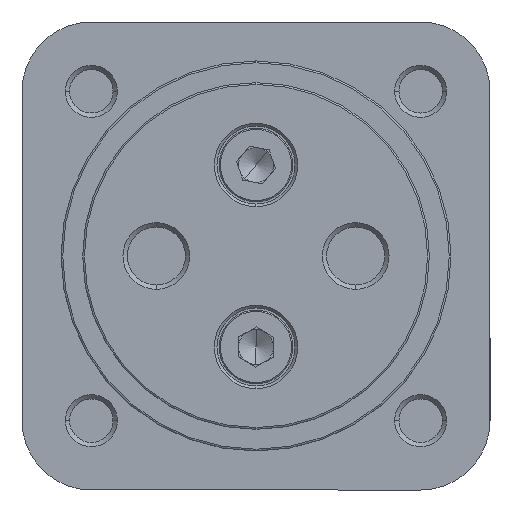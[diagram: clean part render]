
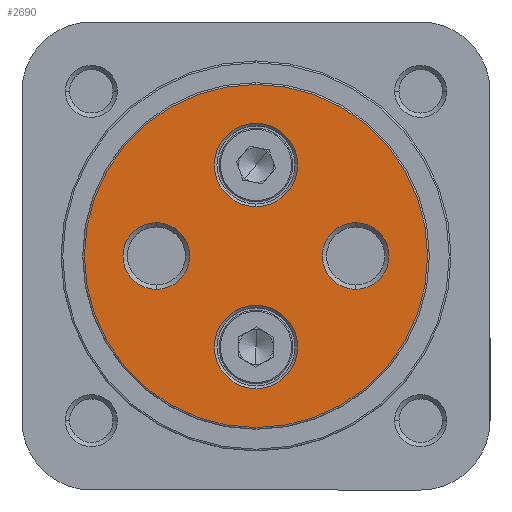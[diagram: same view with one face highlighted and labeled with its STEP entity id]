
A CAD part, left-side view. The second image highlights one B-rep face of the part: STEP entity #2690.
In plain terms, the highlighted planar face has unit normal (-1, 0, 0).
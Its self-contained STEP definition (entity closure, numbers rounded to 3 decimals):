
#417 = EDGE_CURVE ( 'NONE', #8193, #8164, #2377, .T. ) ;
#471 = EDGE_CURVE ( 'NONE', #8161, #8169, #2466, .T. ) ;
#498 = EDGE_CURVE ( 'NONE', #8169, #8161, #2512, .T. ) ;
#514 = EDGE_CURVE ( 'NONE', #2965, #2974, #2539, .T. ) ;
#553 = EDGE_CURVE ( 'NONE', #2938, #2973, #2601, .T. ) ;
#604 = EDGE_CURVE ( 'NONE', #2973, #2938, #4256, .T. ) ;
#614 = EDGE_CURVE ( 'NONE', #2988, #2963, #4274, .T. ) ;
#724 = AXIS2_PLACEMENT_3D ( 'NONE', #3245, #3247, #3248 ) ;
#743 = AXIS2_PLACEMENT_3D ( 'NONE', #3373, #3374, #3375 ) ;
#749 = AXIS2_PLACEMENT_3D ( 'NONE', #3435, #3437, #3438 ) ;
#752 = AXIS2_PLACEMENT_3D ( 'NONE', #3467, #3471, #3472 ) ;
#771 = AXIS2_PLACEMENT_3D ( 'NONE', #3566, #3567, #3568 ) ;
#785 = AXIS2_PLACEMENT_3D ( 'NONE', #3704, #3705, #3706 ) ;
#788 = AXIS2_PLACEMENT_3D ( 'NONE', #3681, #3683, #3684 ) ;
#935 = AXIS2_PLACEMENT_3D ( 'NONE', #5198, #5206, #5207 ) ;
#1196 = AXIS2_PLACEMENT_3D ( 'NONE', #6425, #6438, #6439 ) ;
#1198 = AXIS2_PLACEMENT_3D ( 'NONE', #6437, #7066, #7067 ) ;
#1215 = AXIS2_PLACEMENT_3D ( 'NONE', #7173, #7183, #7184 ) ;
#1450 = EDGE_LOOP ( 'NONE', ( #6474, #6450 ) ) ;
#1452 = EDGE_LOOP ( 'NONE', ( #6501, #6488 ) ) ;
#1453 = EDGE_LOOP ( 'NONE', ( #6447, #6479 ) ) ;
#1454 = EDGE_LOOP ( 'NONE', ( #6454, #6463 ) ) ;
#1716 = EDGE_LOOP ( 'NONE', ( #6487, #6470 ) ) ;
#2377 = CIRCLE ( 'NONE', #724, 3.85 ) ;
#2466 = CIRCLE ( 'NONE', #743, 3.85 ) ;
#2512 = CIRCLE ( 'NONE', #749, 3.85 ) ;
#2539 = CIRCLE ( 'NONE', #752, 19.8 ) ;
#2601 = CIRCLE ( 'NONE', #771, 4.8 ) ;
#2690 = ADVANCED_FACE ( 'NONE', ( #4607, #4610, #4612, #4614, #4599 ), #5203, .F. ) ;
#2938 = VERTEX_POINT ( 'NONE', #5988 ) ;
#2963 = VERTEX_POINT ( 'NONE', #6013 ) ;
#2965 = VERTEX_POINT ( 'NONE', #6015 ) ;
#2973 = VERTEX_POINT ( 'NONE', #6023 ) ;
#2974 = VERTEX_POINT ( 'NONE', #6024 ) ;
#2988 = VERTEX_POINT ( 'NONE', #6038 ) ;
#3245 = CARTESIAN_POINT ( 'NONE',  ( 0., -11.5, 0. ) ) ;
#3247 = DIRECTION ( 'NONE',  ( 1., 0., 0. ) ) ;
#3248 = DIRECTION ( 'NONE',  ( 0., 0., -1. ) ) ;
#3373 = CARTESIAN_POINT ( 'NONE',  ( 0., 11.5, 0. ) ) ;
#3374 = DIRECTION ( 'NONE',  ( 1., 0., 0. ) ) ;
#3375 = DIRECTION ( 'NONE',  ( 0., 0., -1. ) ) ;
#3435 = CARTESIAN_POINT ( 'NONE',  ( 0., 11.5, 0. ) ) ;
#3437 = DIRECTION ( 'NONE',  ( 1., 0., 0. ) ) ;
#3438 = DIRECTION ( 'NONE',  ( 0., 0., -1. ) ) ;
#3467 = CARTESIAN_POINT ( 'NONE',  ( 0., 0., 0. ) ) ;
#3471 = DIRECTION ( 'NONE',  ( -1., 0., 0. ) ) ;
#3472 = DIRECTION ( 'NONE',  ( 0., 0., -1. ) ) ;
#3566 = CARTESIAN_POINT ( 'NONE',  ( 0., 0., -10.5 ) ) ;
#3567 = DIRECTION ( 'NONE',  ( 1., 0., 0. ) ) ;
#3568 = DIRECTION ( 'NONE',  ( 0., 0., -1. ) ) ;
#3681 = CARTESIAN_POINT ( 'NONE',  ( 0., 0., -10.5 ) ) ;
#3683 = DIRECTION ( 'NONE',  ( 1., 0., 0. ) ) ;
#3684 = DIRECTION ( 'NONE',  ( 0., 0., -1. ) ) ;
#3704 = CARTESIAN_POINT ( 'NONE',  ( 0., 0., 10.5 ) ) ;
#3705 = DIRECTION ( 'NONE',  ( 1., 0., 0. ) ) ;
#3706 = DIRECTION ( 'NONE',  ( 0., 0., -1. ) ) ;
#4256 = CIRCLE ( 'NONE', #788, 4.8 ) ;
#4274 = CIRCLE ( 'NONE', #785, 4.8 ) ;
#4599 = FACE_BOUND ( 'NONE', #1454, .T. ) ;
#4607 = FACE_OUTER_BOUND ( 'NONE', #1450, .T. ) ;
#4610 = FACE_BOUND ( 'NONE', #1452, .T. ) ;
#4612 = FACE_BOUND ( 'NONE', #1716, .T. ) ;
#4614 = FACE_BOUND ( 'NONE', #1453, .T. ) ;
#5198 = CARTESIAN_POINT ( 'NONE',  ( 0., 0., 0. ) ) ;
#5203 = PLANE ( 'NONE',  #935 ) ;
#5206 = DIRECTION ( 'NONE',  ( 1., 0., 0. ) ) ;
#5207 = DIRECTION ( 'NONE',  ( 0., 0., -1. ) ) ;
#5988 = CARTESIAN_POINT ( 'NONE',  ( 0., 0., -15.3 ) ) ;
#6013 = CARTESIAN_POINT ( 'NONE',  ( 0., 0., 15.3 ) ) ;
#6015 = CARTESIAN_POINT ( 'NONE',  ( 0., 0., -19.8 ) ) ;
#6023 = CARTESIAN_POINT ( 'NONE',  ( 0., 0., -5.7 ) ) ;
#6024 = CARTESIAN_POINT ( 'NONE',  ( 0., 0., 19.8 ) ) ;
#6038 = CARTESIAN_POINT ( 'NONE',  ( 0., 0., 5.7 ) ) ;
#6425 = CARTESIAN_POINT ( 'NONE',  ( 0., -11.5, 0. ) ) ;
#6437 = CARTESIAN_POINT ( 'NONE',  ( 0., 0., 10.5 ) ) ;
#6438 = DIRECTION ( 'NONE',  ( 1., 0., 0. ) ) ;
#6439 = DIRECTION ( 'NONE',  ( 0., 0., -1. ) ) ;
#6447 = ORIENTED_EDGE ( 'NONE', *, *, #417, .T. ) ;
#6450 = ORIENTED_EDGE ( 'NONE', *, *, #8058, .T. ) ;
#6454 = ORIENTED_EDGE ( 'NONE', *, *, #471, .T. ) ;
#6463 = ORIENTED_EDGE ( 'NONE', *, *, #498, .T. ) ;
#6470 = ORIENTED_EDGE ( 'NONE', *, *, #614, .T. ) ;
#6474 = ORIENTED_EDGE ( 'NONE', *, *, #514, .T. ) ;
#6479 = ORIENTED_EDGE ( 'NONE', *, *, #8003, .T. ) ;
#6487 = ORIENTED_EDGE ( 'NONE', *, *, #8008, .T. ) ;
#6488 = ORIENTED_EDGE ( 'NONE', *, *, #553, .T. ) ;
#6501 = ORIENTED_EDGE ( 'NONE', *, *, #604, .T. ) ;
#6619 = CIRCLE ( 'NONE', #1196, 3.85 ) ;
#6628 = CIRCLE ( 'NONE', #1198, 4.8 ) ;
#6709 = CIRCLE ( 'NONE', #1215, 19.8 ) ;
#7066 = DIRECTION ( 'NONE',  ( 1., 0., 0. ) ) ;
#7067 = DIRECTION ( 'NONE',  ( 0., 0., -1. ) ) ;
#7173 = CARTESIAN_POINT ( 'NONE',  ( 0., 0., 0. ) ) ;
#7183 = DIRECTION ( 'NONE',  ( -1., 0., 0. ) ) ;
#7184 = DIRECTION ( 'NONE',  ( 0., 0., -1. ) ) ;
#7395 = CARTESIAN_POINT ( 'NONE',  ( 0., 11.5, 3.85 ) ) ;
#7398 = CARTESIAN_POINT ( 'NONE',  ( 0., -11.5, -3.85 ) ) ;
#7403 = CARTESIAN_POINT ( 'NONE',  ( 0., 11.5, -3.85 ) ) ;
#7427 = CARTESIAN_POINT ( 'NONE',  ( 0., -11.5, 3.85 ) ) ;
#8003 = EDGE_CURVE ( 'NONE', #8164, #8193, #6619, .T. ) ;
#8008 = EDGE_CURVE ( 'NONE', #2963, #2988, #6628, .T. ) ;
#8058 = EDGE_CURVE ( 'NONE', #2974, #2965, #6709, .T. ) ;
#8161 = VERTEX_POINT ( 'NONE', #7395 ) ;
#8164 = VERTEX_POINT ( 'NONE', #7398 ) ;
#8169 = VERTEX_POINT ( 'NONE', #7403 ) ;
#8193 = VERTEX_POINT ( 'NONE', #7427 ) ;
